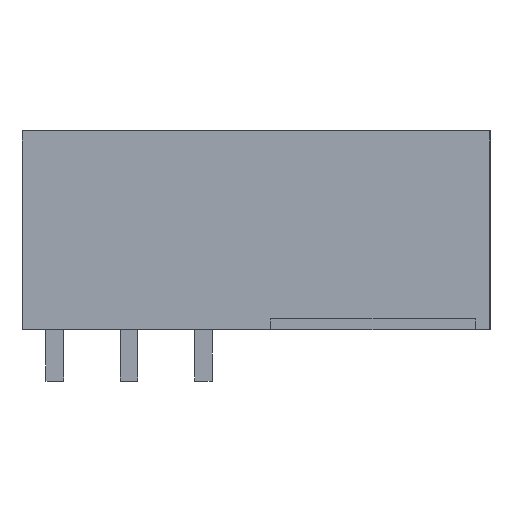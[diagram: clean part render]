
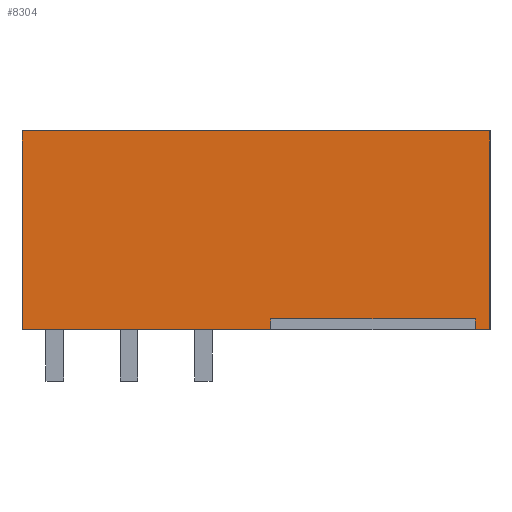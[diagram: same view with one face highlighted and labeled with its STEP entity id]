
A CAD part, left-side view. The second image highlights one B-rep face of the part: STEP entity #8304.
In plain terms, the highlighted planar face has unit normal (-1, 0, 0).
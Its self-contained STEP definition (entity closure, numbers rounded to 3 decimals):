
#8268=AXIS2_PLACEMENT_3D('Plane Axis2P3D',#8265,#8266,#8267) ;
#427=CARTESIAN_POINT('Vertex',(-40.64,-32.,3.5)) ;
#430=CARTESIAN_POINT('Line Origine',(-40.64,-31.5,3.5)) ;
#434=CARTESIAN_POINT('Vertex',(-40.64,-31.,3.5)) ;
#455=CARTESIAN_POINT('Vertex',(-40.64,-17.,3.5)) ;
#458=CARTESIAN_POINT('Line Origine',(-40.64,-8.5,3.5)) ;
#462=CARTESIAN_POINT('Vertex',(-40.64,0.,3.5)) ;
#735=CARTESIAN_POINT('Vertex',(-40.64,-32.,17.1)) ;
#847=CARTESIAN_POINT('Vertex',(-40.64,0.,17.1)) ;
#850=CARTESIAN_POINT('Line Origine',(-40.64,-16.,17.1)) ;
#1525=CARTESIAN_POINT('Line Origine',(-40.64,-32.,10.3)) ;
#8265=CARTESIAN_POINT('Axis2P3D Location',(-40.64,0.,0.)) ;
#8270=CARTESIAN_POINT('Line Origine',(-40.64,0.,10.3)) ;
#8275=CARTESIAN_POINT('Line Origine',(-40.64,-17.,3.875)) ;
#8279=CARTESIAN_POINT('Vertex',(-40.64,-17.,4.25)) ;
#8282=CARTESIAN_POINT('Line Origine',(-40.64,-24.,4.25)) ;
#8286=CARTESIAN_POINT('Vertex',(-40.64,-31.,4.25)) ;
#8289=CARTESIAN_POINT('Line Origine',(-40.64,-31.,3.875)) ;
#431=DIRECTION('Vector Direction',(0.,1.,0.)) ;
#459=DIRECTION('Vector Direction',(0.,1.,0.)) ;
#851=DIRECTION('Vector Direction',(0.,1.,0.)) ;
#1526=DIRECTION('Vector Direction',(0.,0.,1.)) ;
#8266=DIRECTION('Axis2P3D Direction',(-1.,0.,0.)) ;
#8267=DIRECTION('Axis2P3D XDirection',(0.,-1.,0.)) ;
#8271=DIRECTION('Vector Direction',(0.,0.,1.)) ;
#8276=DIRECTION('Vector Direction',(0.,0.,-1.)) ;
#8283=DIRECTION('Vector Direction',(0.,1.,0.)) ;
#8290=DIRECTION('Vector Direction',(0.,0.,-1.)) ;
#432=VECTOR('Line Direction',#431,1.) ;
#460=VECTOR('Line Direction',#459,1.) ;
#852=VECTOR('Line Direction',#851,1.) ;
#1527=VECTOR('Line Direction',#1526,1.) ;
#8272=VECTOR('Line Direction',#8271,1.) ;
#8277=VECTOR('Line Direction',#8276,1.) ;
#8284=VECTOR('Line Direction',#8283,1.) ;
#8291=VECTOR('Line Direction',#8290,1.) ;
#8295=ORIENTED_EDGE('',*,*,#436,.T.) ;
#8296=ORIENTED_EDGE('',*,*,#1529,.T.) ;
#8297=ORIENTED_EDGE('',*,*,#854,.T.) ;
#8298=ORIENTED_EDGE('',*,*,#8274,.T.) ;
#8299=ORIENTED_EDGE('',*,*,#464,.T.) ;
#8300=ORIENTED_EDGE('',*,*,#8281,.F.) ;
#8301=ORIENTED_EDGE('',*,*,#8288,.F.) ;
#8302=ORIENTED_EDGE('',*,*,#8293,.F.) ;
#8304=ADVANCED_FACE('HOUSING',(#8303),#8269,.T.) ;
#436=EDGE_CURVE('',#435,#428,#433,.F.) ;
#464=EDGE_CURVE('',#463,#456,#461,.F.) ;
#854=EDGE_CURVE('',#736,#848,#853,.T.) ;
#1529=EDGE_CURVE('',#428,#736,#1528,.T.) ;
#8274=EDGE_CURVE('',#848,#463,#8273,.F.) ;
#8281=EDGE_CURVE('',#8280,#456,#8278,.T.) ;
#8288=EDGE_CURVE('',#8287,#8280,#8285,.T.) ;
#8293=EDGE_CURVE('',#435,#8287,#8292,.F.) ;
#8294=EDGE_LOOP('',(#8295,#8296,#8297,#8298,#8299,#8300,#8301,#8302)) ;
#8303=FACE_OUTER_BOUND('',#8294,.T.) ;
#433=LINE('Line',#430,#432) ;
#461=LINE('Line',#458,#460) ;
#853=LINE('Line',#850,#852) ;
#1528=LINE('Line',#1525,#1527) ;
#8273=LINE('Line',#8270,#8272) ;
#8278=LINE('Line',#8275,#8277) ;
#8285=LINE('Line',#8282,#8284) ;
#8292=LINE('Line',#8289,#8291) ;
#8269=PLANE('',#8268) ;
#428=VERTEX_POINT('',#427) ;
#435=VERTEX_POINT('',#434) ;
#456=VERTEX_POINT('',#455) ;
#463=VERTEX_POINT('',#462) ;
#736=VERTEX_POINT('',#735) ;
#848=VERTEX_POINT('',#847) ;
#8280=VERTEX_POINT('',#8279) ;
#8287=VERTEX_POINT('',#8286) ;
